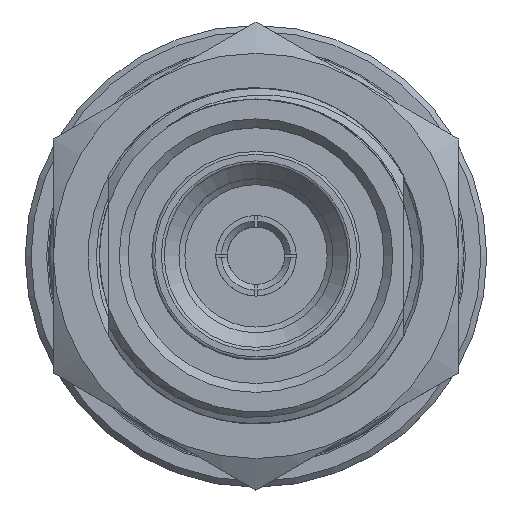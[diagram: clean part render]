
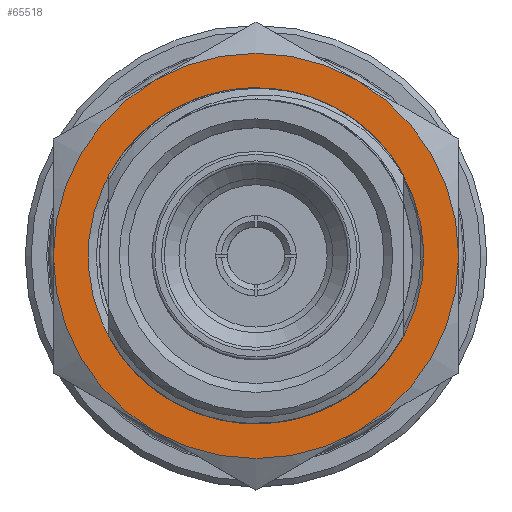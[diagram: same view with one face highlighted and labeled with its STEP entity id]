
A CAD part, top view. The second image highlights one B-rep face of the part: STEP entity #65518.
In plain terms, the highlighted planar face has unit normal (0, 0, 1).
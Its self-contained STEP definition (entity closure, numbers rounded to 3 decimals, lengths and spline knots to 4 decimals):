
#2323 = AXIS2_PLACEMENT_3D ( 'NONE', #72546, #25551, #83784 ) ;
#2944 = EDGE_CURVE ( 'NONE', #148692, #86434, #64037, .T. ) ;
#5446 = VERTEX_POINT ( 'NONE', #78517 ) ;
#6200 = CIRCLE ( 'NONE', #144339, 0.689 ) ;
#8255 = AXIS2_PLACEMENT_3D ( 'NONE', #68544, #94091, #80300 ) ;
#8858 = DIRECTION ( 'NONE',  ( 0., 0., 1. ) ) ;
#9886 = CARTESIAN_POINT ( 'NONE',  ( 0., 0., -0.672 ) ) ;
#12664 = PLANE ( 'NONE',  #41189 ) ;
#15347 = ORIENTED_EDGE ( 'NONE', *, *, #133101, .T. ) ;
#17329 = CARTESIAN_POINT ( 'NONE',  ( 0., 0., -0.672 ) ) ;
#19149 = VERTEX_POINT ( 'NONE', #91398 ) ;
#19753 = DIRECTION ( 'NONE',  ( 0., 0., 1. ) ) ;
#21539 = ORIENTED_EDGE ( 'NONE', *, *, #22508, .T. ) ;
#22508 = EDGE_CURVE ( 'NONE', #19149, #94148, #97909, .T. ) ;
#25551 = DIRECTION ( 'NONE',  ( 0., 0., 1. ) ) ;
#27431 = CARTESIAN_POINT ( 'NONE',  ( -0.689, 0., -0.672 ) ) ;
#31718 = AXIS2_PLACEMENT_3D ( 'NONE', #17329, #42819, #54071 ) ;
#33730 = EDGE_CURVE ( 'NONE', #5446, #40735, #54380, .T. ) ;
#34222 = AXIS2_PLACEMENT_3D ( 'NONE', #9886, #8858, #137100 ) ;
#35626 = DIRECTION ( 'NONE',  ( 0., -1., 0. ) ) ;
#37151 = DIRECTION ( 'NONE',  ( 0., 0., 1. ) ) ;
#38466 = AXIS2_PLACEMENT_3D ( 'NONE', #112726, #19753, #78011 ) ;
#38894 = CARTESIAN_POINT ( 'NONE',  ( 0.689, 0., -0.672 ) ) ;
#39922 = ORIENTED_EDGE ( 'NONE', *, *, #123703, .T. ) ;
#40735 = VERTEX_POINT ( 'NONE', #94360 ) ;
#41189 = AXIS2_PLACEMENT_3D ( 'NONE', #128642, #37151, #35626 ) ;
#41360 = FACE_BOUND ( 'NONE', #122284, .T. ) ;
#42819 = DIRECTION ( 'NONE',  ( 0., 0., 1. ) ) ;
#54071 = DIRECTION ( 'NONE',  ( 0., -1., 0. ) ) ;
#54380 = CIRCLE ( 'NONE', #76781, 0.5709 ) ;
#55964 = ORIENTED_EDGE ( 'NONE', *, *, #133326, .F. ) ;
#56671 = FACE_OUTER_BOUND ( 'NONE', #150389, .T. ) ;
#60523 = DIRECTION ( 'NONE',  ( 0., -1., 0. ) ) ;
#64037 = CIRCLE ( 'NONE', #34222, 0.689 ) ;
#65518 = ADVANCED_FACE ( 'NONE', ( #41360, #56671 ), #12664, .T. ) ;
#68544 = CARTESIAN_POINT ( 'NONE',  ( 0., 0., -0.672 ) ) ;
#72546 = CARTESIAN_POINT ( 'NONE',  ( 0., 0., -0.672 ) ) ;
#73955 = CARTESIAN_POINT ( 'NONE',  ( -0.3445, 0.5967, -0.672 ) ) ;
#74322 = CARTESIAN_POINT ( 'NONE',  ( 0., 0., -0.672 ) ) ;
#74409 = ORIENTED_EDGE ( 'NONE', *, *, #2944, .T. ) ;
#76296 = ORIENTED_EDGE ( 'NONE', *, *, #33730, .F. ) ;
#76781 = AXIS2_PLACEMENT_3D ( 'NONE', #130504, #130007, #105952 ) ;
#77305 = DIRECTION ( 'NONE',  ( 0., 0., 1. ) ) ;
#78011 = DIRECTION ( 'NONE',  ( 0., -1., 0. ) ) ;
#78517 = CARTESIAN_POINT ( 'NONE',  ( -0.4037, 0.4037, -0.672 ) ) ;
#80300 = DIRECTION ( 'NONE',  ( 0., -1., 0. ) ) ;
#81309 = CARTESIAN_POINT ( 'NONE',  ( -0.3445, -0.5967, -0.672 ) ) ;
#83533 = DIRECTION ( 'NONE',  ( 0., 0., 1. ) ) ;
#83646 = EDGE_CURVE ( 'NONE', #94161, #148692, #136604, .T. ) ;
#83784 = DIRECTION ( 'NONE',  ( 0., -1., 0. ) ) ;
#86434 = VERTEX_POINT ( 'NONE', #142450 ) ;
#89544 = CARTESIAN_POINT ( 'NONE',  ( 0., 0., -0.672 ) ) ;
#91398 = CARTESIAN_POINT ( 'NONE',  ( 0.3445, 0.5967, -0.672 ) ) ;
#94091 = DIRECTION ( 'NONE',  ( 0., 0., 1. ) ) ;
#94148 = VERTEX_POINT ( 'NONE', #73955 ) ;
#94161 = VERTEX_POINT ( 'NONE', #27431 ) ;
#94360 = CARTESIAN_POINT ( 'NONE',  ( 0., 0.5709, -0.672 ) ) ;
#95954 = ORIENTED_EDGE ( 'NONE', *, *, #83646, .T. ) ;
#97909 = CIRCLE ( 'NONE', #38466, 0.689 ) ;
#100480 = EDGE_CURVE ( 'NONE', #94148, #94161, #110818, .T. ) ;
#105952 = DIRECTION ( 'NONE',  ( 0., -1., 0. ) ) ;
#110396 = CIRCLE ( 'NONE', #2323, 0.689 ) ;
#110818 = CIRCLE ( 'NONE', #141034, 0.689 ) ;
#112726 = CARTESIAN_POINT ( 'NONE',  ( 0., 0., -0.672 ) ) ;
#113965 = ORIENTED_EDGE ( 'NONE', *, *, #100480, .T. ) ;
#119497 = VERTEX_POINT ( 'NONE', #38894 ) ;
#122284 = EDGE_LOOP ( 'NONE', ( #76296, #55964 ) ) ;
#123703 = EDGE_CURVE ( 'NONE', #86434, #119497, #110396, .T. ) ;
#124294 = DIRECTION ( 'NONE',  ( 0., -1., 0. ) ) ;
#128591 = CIRCLE ( 'NONE', #8255, 0.5709 ) ;
#128642 = CARTESIAN_POINT ( 'NONE',  ( -0.689, 0.3978, -0.672 ) ) ;
#130007 = DIRECTION ( 'NONE',  ( 0., 0., 1. ) ) ;
#130504 = CARTESIAN_POINT ( 'NONE',  ( 0., 0., -0.672 ) ) ;
#133101 = EDGE_CURVE ( 'NONE', #119497, #19149, #6200, .T. ) ;
#133326 = EDGE_CURVE ( 'NONE', #40735, #5446, #128591, .T. ) ;
#136604 = CIRCLE ( 'NONE', #31718, 0.689 ) ;
#137100 = DIRECTION ( 'NONE',  ( 0., -1., 0. ) ) ;
#141034 = AXIS2_PLACEMENT_3D ( 'NONE', #89544, #77305, #124294 ) ;
#142450 = CARTESIAN_POINT ( 'NONE',  ( 0.3445, -0.5967, -0.672 ) ) ;
#144339 = AXIS2_PLACEMENT_3D ( 'NONE', #74322, #83533, #60523 ) ;
#148692 = VERTEX_POINT ( 'NONE', #81309 ) ;
#150389 = EDGE_LOOP ( 'NONE', ( #74409, #39922, #15347, #21539, #113965, #95954 ) ) ;
